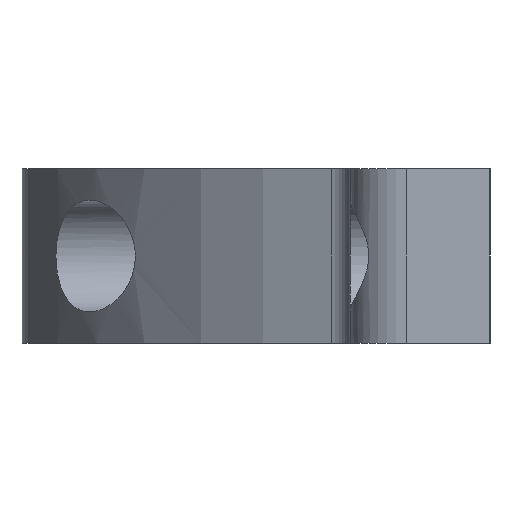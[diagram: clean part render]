
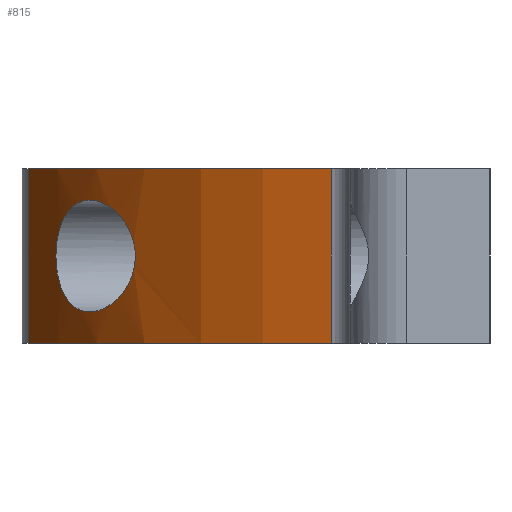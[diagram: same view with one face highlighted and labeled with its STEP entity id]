
A CAD part, left-side view. The second image highlights one B-rep face of the part: STEP entity #815.
In plain terms, the highlighted cylindrical face has radius 34.95 mm (diameter 69.9 mm), a partial arc.
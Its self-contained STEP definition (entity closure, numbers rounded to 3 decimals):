
#15=B_SPLINE_CURVE_WITH_KNOTS('',3,(#1265,#1266,#1267,#1268,#1269,#1270,
#1271,#1272,#1273,#1274,#1275,#1276,#1277,#1278,#1279,#1280,#1281,#1282),
 .UNSPECIFIED.,.F.,.F.,(4,2,2,2,2,2,2,2,4),(0.,0.151,0.302,
0.497,0.691,0.87,1.05,
1.199,1.347),.UNSPECIFIED.);
#16=B_SPLINE_CURVE_WITH_KNOTS('',3,(#1283,#1284,#1285,#1286,#1287,#1288,
#1289,#1290,#1291,#1292,#1293,#1294,#1295,#1296,#1297,#1298,#1299,#1300),
 .UNSPECIFIED.,.F.,.F.,(4,2,2,2,2,2,2,2,4),(1.347,1.496,
1.645,1.825,2.004,2.198,2.393,
2.544,2.695),.UNSPECIFIED.);
#35=FACE_BOUND('',#125,.T.);
#77=FACE_OUTER_BOUND('',#124,.T.);
#124=EDGE_LOOP('',(#600,#601,#602,#603));
#125=EDGE_LOOP('',(#604,#605));
#177=LINE('',#1200,#233);
#195=LINE('',#1509,#251);
#233=VECTOR('',#960,10.);
#251=VECTOR('',#1032,10.);
#293=CIRCLE('',#870,34.95);
#308=CIRCLE('',#891,34.95);
#339=VERTEX_POINT('',#1197);
#340=VERTEX_POINT('',#1199);
#346=VERTEX_POINT('',#1215);
#368=VERTEX_POINT('',#1263);
#369=VERTEX_POINT('',#1264);
#380=VERTEX_POINT('',#1507);
#421=EDGE_CURVE('',#339,#340,#177,.T.);
#429=EDGE_CURVE('',#340,#346,#293,.T.);
#453=EDGE_CURVE('',#368,#369,#15,.T.);
#454=EDGE_CURVE('',#369,#368,#16,.T.);
#469=EDGE_CURVE('',#380,#339,#308,.T.);
#470=EDGE_CURVE('',#346,#380,#195,.T.);
#600=ORIENTED_EDGE('',*,*,#421,.F.);
#601=ORIENTED_EDGE('',*,*,#469,.F.);
#602=ORIENTED_EDGE('',*,*,#470,.F.);
#603=ORIENTED_EDGE('',*,*,#429,.F.);
#604=ORIENTED_EDGE('',*,*,#453,.T.);
#605=ORIENTED_EDGE('',*,*,#454,.T.);
#786=CYLINDRICAL_SURFACE('',#890,34.95);
#815=ADVANCED_FACE('',(#77,#35),#786,.T.);
#870=AXIS2_PLACEMENT_3D('',#1216,#975,#976);
#890=AXIS2_PLACEMENT_3D('',#1506,#1028,#1029);
#891=AXIS2_PLACEMENT_3D('',#1508,#1030,#1031);
#960=DIRECTION('',(0.,0.,1.));
#975=DIRECTION('center_axis',(0.,0.,1.));
#976=DIRECTION('ref_axis',(0.958,0.286,0.));
#1028=DIRECTION('center_axis',(0.,0.,-1.));
#1029=DIRECTION('ref_axis',(0.958,0.286,0.));
#1030=DIRECTION('center_axis',(0.,0.,-1.));
#1031=DIRECTION('ref_axis',(0.958,0.286,0.));
#1032=DIRECTION('',(0.,0.,-1.));
#1197=CARTESIAN_POINT('',(33.648,88.055,0.));
#1199=CARTESIAN_POINT('',(33.648,88.055,12.5));
#1200=CARTESIAN_POINT('',(33.648,88.055,12.5));
#1215=CARTESIAN_POINT('',(11.944,66.35,12.5));
#1216=CARTESIAN_POINT('Origin',(45.,55.,12.5));
#1263=CARTESIAN_POINT('',(20.975,80.383,6.25));
#1264=CARTESIAN_POINT('',(28.975,86.06,6.25));
#1265=CARTESIAN_POINT('Ctrl Pts',(20.975,80.383,6.25));
#1266=CARTESIAN_POINT('Ctrl Pts',(20.975,80.383,5.746));
#1267=CARTESIAN_POINT('Ctrl Pts',(21.076,80.479,5.227));
#1268=CARTESIAN_POINT('Ctrl Pts',(21.448,80.824,4.297));
#1269=CARTESIAN_POINT('Ctrl Pts',(21.719,81.07,3.886));
#1270=CARTESIAN_POINT('Ctrl Pts',(22.386,81.653,3.15));
#1271=CARTESIAN_POINT('Ctrl Pts',(22.856,82.048,2.811));
#1272=CARTESIAN_POINT('Ctrl Pts',(23.885,82.858,2.361));
#1273=CARTESIAN_POINT('Ctrl Pts',(24.444,83.273,2.25));
#1274=CARTESIAN_POINT('Ctrl Pts',(25.466,83.987,2.25));
#1275=CARTESIAN_POINT('Ctrl Pts',(26.005,84.343,2.346));
#1276=CARTESIAN_POINT('Ctrl Pts',(27.024,84.979,2.771));
#1277=CARTESIAN_POINT('Ctrl Pts',(27.504,85.259,3.101));
#1278=CARTESIAN_POINT('Ctrl Pts',(28.204,85.652,3.845));
#1279=CARTESIAN_POINT('Ctrl Pts',(28.491,85.806,4.275));
#1280=CARTESIAN_POINT('Ctrl Pts',(28.877,86.009,5.229));
#1281=CARTESIAN_POINT('Ctrl Pts',(28.975,86.06,5.754));
#1282=CARTESIAN_POINT('Ctrl Pts',(28.975,86.06,6.25));
#1283=CARTESIAN_POINT('Ctrl Pts',(28.975,86.06,6.25));
#1284=CARTESIAN_POINT('Ctrl Pts',(28.975,86.06,6.746));
#1285=CARTESIAN_POINT('Ctrl Pts',(28.877,86.009,7.271));
#1286=CARTESIAN_POINT('Ctrl Pts',(28.491,85.806,8.225));
#1287=CARTESIAN_POINT('Ctrl Pts',(28.204,85.652,8.655));
#1288=CARTESIAN_POINT('Ctrl Pts',(27.504,85.259,9.399));
#1289=CARTESIAN_POINT('Ctrl Pts',(27.024,84.979,9.729));
#1290=CARTESIAN_POINT('Ctrl Pts',(26.005,84.343,10.154));
#1291=CARTESIAN_POINT('Ctrl Pts',(25.466,83.987,10.25));
#1292=CARTESIAN_POINT('Ctrl Pts',(24.444,83.273,10.25));
#1293=CARTESIAN_POINT('Ctrl Pts',(23.885,82.858,10.139));
#1294=CARTESIAN_POINT('Ctrl Pts',(22.856,82.048,9.689));
#1295=CARTESIAN_POINT('Ctrl Pts',(22.386,81.653,9.35));
#1296=CARTESIAN_POINT('Ctrl Pts',(21.719,81.07,8.614));
#1297=CARTESIAN_POINT('Ctrl Pts',(21.448,80.824,8.203));
#1298=CARTESIAN_POINT('Ctrl Pts',(21.076,80.479,7.273));
#1299=CARTESIAN_POINT('Ctrl Pts',(20.975,80.383,6.754));
#1300=CARTESIAN_POINT('Ctrl Pts',(20.975,80.383,6.25));
#1506=CARTESIAN_POINT('Origin',(45.,55.,12.5));
#1507=CARTESIAN_POINT('',(11.944,66.35,0.));
#1508=CARTESIAN_POINT('Origin',(45.,55.,0.));
#1509=CARTESIAN_POINT('',(11.944,66.35,12.5));
